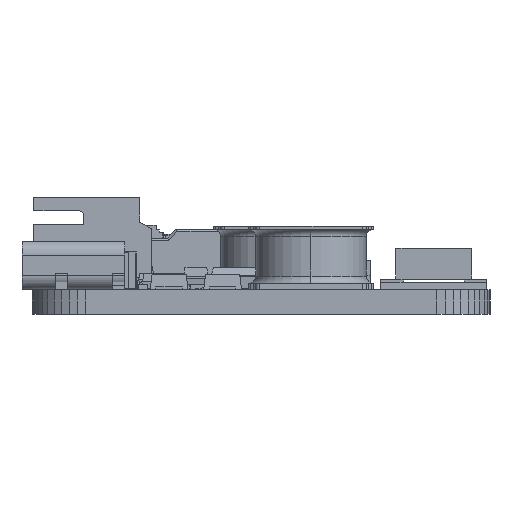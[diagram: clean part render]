
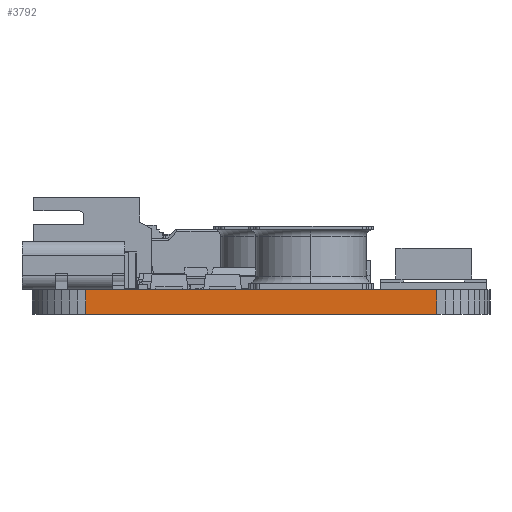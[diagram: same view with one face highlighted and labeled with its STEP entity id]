
A CAD part, left-side view. The second image highlights one B-rep face of the part: STEP entity #3792.
In plain terms, the highlighted planar face has unit normal (-1, -0.001, 0).
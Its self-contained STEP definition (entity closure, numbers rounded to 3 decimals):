
#279 = PLANE('',#280);
#280 = AXIS2_PLACEMENT_3D('',#281,#282,#283);
#281 = CARTESIAN_POINT('',(0.,3.5,0.));
#282 = DIRECTION('',(0.,-1.,0.));
#283 = DIRECTION('',(-1.,0.,0.));
#307 = PLANE('',#308);
#308 = AXIS2_PLACEMENT_3D('',#309,#310,#311);
#309 = CARTESIAN_POINT('',(-0.011,3.5,1.631));
#310 = DIRECTION('',(0.,0.,-1.));
#311 = DIRECTION('',(-1.,0.,0.));
#361 = PLANE('',#362);
#362 = AXIS2_PLACEMENT_3D('',#363,#364,#365);
#363 = CARTESIAN_POINT('',(-0.011,3.5,0.));
#364 = DIRECTION('',(0.,0.,-1.));
#365 = DIRECTION('',(-1.,0.,0.));
#3684 = PLANE('',#3685);
#3685 = AXIS2_PLACEMENT_3D('',#3686,#3687,#3688);
#3686 = CARTESIAN_POINT('',(0.032,27.249,0.));
#3687 = DIRECTION('',(0.997,-0.078,0.));
#3688 = DIRECTION('',(-0.078,-0.997,0.));
#3722 = VERTEX_POINT('',#3723);
#3723 = CARTESIAN_POINT('',(-0.011,26.7,1.631));
#3744 = EDGE_CURVE('',#3745,#3722,#3747,.T.);
#3745 = VERTEX_POINT('',#3746);
#3746 = CARTESIAN_POINT('',(-0.011,26.7,0.));
#3747 = SURFACE_CURVE('',#3748,(#3752,#3759),.PCURVE_S1.);
#3748 = LINE('',#3749,#3750);
#3749 = CARTESIAN_POINT('',(-0.011,26.7,0.));
#3750 = VECTOR('',#3751,1.);
#3751 = DIRECTION('',(0.,0.,1.));
#3752 = PCURVE('',#3684,#3753);
#3753 = DEFINITIONAL_REPRESENTATION('',(#3754),#3758);
#3754 = LINE('',#3755,#3756);
#3755 = CARTESIAN_POINT('',(0.551,0.));
#3756 = VECTOR('',#3757,1.);
#3757 = DIRECTION('',(0.,-1.));
#3758 = ( GEOMETRIC_REPRESENTATION_CONTEXT(2) 
PARAMETRIC_REPRESENTATION_CONTEXT() REPRESENTATION_CONTEXT('2D SPACE',''
  ) );
#3759 = PCURVE('',#3760,#3765);
#3760 = PLANE('',#3761);
#3761 = AXIS2_PLACEMENT_3D('',#3762,#3763,#3764);
#3762 = CARTESIAN_POINT('',(-0.011,26.7,0.));
#3763 = DIRECTION('',(1.,0.,0.));
#3764 = DIRECTION('',(0.,-1.,0.));
#3765 = DEFINITIONAL_REPRESENTATION('',(#3766),#3770);
#3766 = LINE('',#3767,#3768);
#3767 = CARTESIAN_POINT('',(0.,0.));
#3768 = VECTOR('',#3769,1.);
#3769 = DIRECTION('',(0.,-1.));
#3770 = ( GEOMETRIC_REPRESENTATION_CONTEXT(2) 
PARAMETRIC_REPRESENTATION_CONTEXT() REPRESENTATION_CONTEXT('2D SPACE',''
  ) );
#3792 = ADVANCED_FACE('',(#3793),#3760,.F.);
#3793 = FACE_BOUND('',#3794,.F.);
#3794 = EDGE_LOOP('',(#3795,#3796,#3819,#3842));
#3795 = ORIENTED_EDGE('',*,*,#3744,.T.);
#3796 = ORIENTED_EDGE('',*,*,#3797,.T.);
#3797 = EDGE_CURVE('',#3722,#3798,#3800,.T.);
#3798 = VERTEX_POINT('',#3799);
#3799 = CARTESIAN_POINT('',(0.,3.5,1.631));
#3800 = SURFACE_CURVE('',#3801,(#3805,#3812),.PCURVE_S1.);
#3801 = LINE('',#3802,#3803);
#3802 = CARTESIAN_POINT('',(-0.011,26.7,1.631));
#3803 = VECTOR('',#3804,1.);
#3804 = DIRECTION('',(0.,-1.,0.));
#3805 = PCURVE('',#3760,#3806);
#3806 = DEFINITIONAL_REPRESENTATION('',(#3807),#3811);
#3807 = LINE('',#3808,#3809);
#3808 = CARTESIAN_POINT('',(0.,-1.631));
#3809 = VECTOR('',#3810,1.);
#3810 = DIRECTION('',(1.,0.));
#3811 = ( GEOMETRIC_REPRESENTATION_CONTEXT(2) 
PARAMETRIC_REPRESENTATION_CONTEXT() REPRESENTATION_CONTEXT('2D SPACE',''
  ) );
#3812 = PCURVE('',#307,#3813);
#3813 = DEFINITIONAL_REPRESENTATION('',(#3814),#3818);
#3814 = LINE('',#3815,#3816);
#3815 = CARTESIAN_POINT('',(0.,23.2));
#3816 = VECTOR('',#3817,1.);
#3817 = DIRECTION('',(0.,-1.));
#3818 = ( GEOMETRIC_REPRESENTATION_CONTEXT(2) 
PARAMETRIC_REPRESENTATION_CONTEXT() REPRESENTATION_CONTEXT('2D SPACE',''
  ) );
#3819 = ORIENTED_EDGE('',*,*,#3820,.F.);
#3820 = EDGE_CURVE('',#3821,#3798,#3823,.T.);
#3821 = VERTEX_POINT('',#3822);
#3822 = CARTESIAN_POINT('',(0.,3.5,0.));
#3823 = SURFACE_CURVE('',#3824,(#3828,#3835),.PCURVE_S1.);
#3824 = LINE('',#3825,#3826);
#3825 = CARTESIAN_POINT('',(0.,3.5,0.));
#3826 = VECTOR('',#3827,1.);
#3827 = DIRECTION('',(0.,0.,1.));
#3828 = PCURVE('',#3760,#3829);
#3829 = DEFINITIONAL_REPRESENTATION('',(#3830),#3834);
#3830 = LINE('',#3831,#3832);
#3831 = CARTESIAN_POINT('',(23.2,0.));
#3832 = VECTOR('',#3833,1.);
#3833 = DIRECTION('',(0.,-1.));
#3834 = ( GEOMETRIC_REPRESENTATION_CONTEXT(2) 
PARAMETRIC_REPRESENTATION_CONTEXT() REPRESENTATION_CONTEXT('2D SPACE',''
  ) );
#3835 = PCURVE('',#279,#3836);
#3836 = DEFINITIONAL_REPRESENTATION('',(#3837),#3841);
#3837 = LINE('',#3838,#3839);
#3838 = CARTESIAN_POINT('',(0.,0.));
#3839 = VECTOR('',#3840,1.);
#3840 = DIRECTION('',(0.,-1.));
#3841 = ( GEOMETRIC_REPRESENTATION_CONTEXT(2) 
PARAMETRIC_REPRESENTATION_CONTEXT() REPRESENTATION_CONTEXT('2D SPACE',''
  ) );
#3842 = ORIENTED_EDGE('',*,*,#3843,.F.);
#3843 = EDGE_CURVE('',#3745,#3821,#3844,.T.);
#3844 = SURFACE_CURVE('',#3845,(#3849,#3856),.PCURVE_S1.);
#3845 = LINE('',#3846,#3847);
#3846 = CARTESIAN_POINT('',(-0.011,26.7,0.));
#3847 = VECTOR('',#3848,1.);
#3848 = DIRECTION('',(0.,-1.,0.));
#3849 = PCURVE('',#3760,#3850);
#3850 = DEFINITIONAL_REPRESENTATION('',(#3851),#3855);
#3851 = LINE('',#3852,#3853);
#3852 = CARTESIAN_POINT('',(0.,0.));
#3853 = VECTOR('',#3854,1.);
#3854 = DIRECTION('',(1.,0.));
#3855 = ( GEOMETRIC_REPRESENTATION_CONTEXT(2) 
PARAMETRIC_REPRESENTATION_CONTEXT() REPRESENTATION_CONTEXT('2D SPACE',''
  ) );
#3856 = PCURVE('',#361,#3857);
#3857 = DEFINITIONAL_REPRESENTATION('',(#3858),#3862);
#3858 = LINE('',#3859,#3860);
#3859 = CARTESIAN_POINT('',(0.,23.2));
#3860 = VECTOR('',#3861,1.);
#3861 = DIRECTION('',(0.,-1.));
#3862 = ( GEOMETRIC_REPRESENTATION_CONTEXT(2) 
PARAMETRIC_REPRESENTATION_CONTEXT() REPRESENTATION_CONTEXT('2D SPACE',''
  ) );
